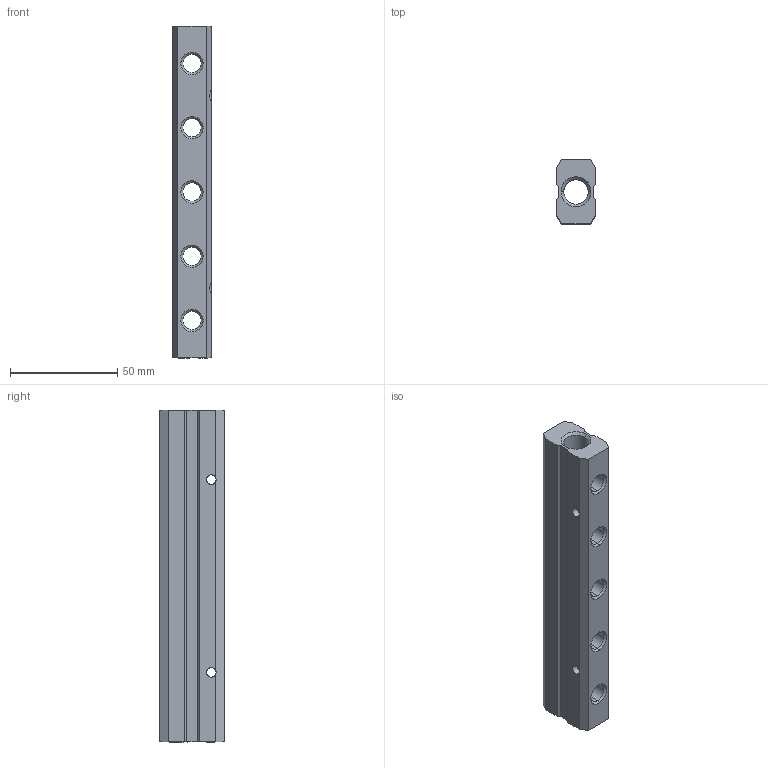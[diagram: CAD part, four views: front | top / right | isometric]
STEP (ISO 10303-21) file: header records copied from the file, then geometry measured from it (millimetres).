
FILE_DESCRIPTION (( 'STEP AP214' ), '1' );
FILE_NAME ('DRF.2F02.5F01_K.STEP', '2017-01-23T13:02:00', ( '' ), ( '' ), 'SwSTEP 2.0', 'SolidWorks 2016', '' );
FILE_SCHEMA (( 'AUTOMOTIVE_DESIGN' ));
Length unit declared in the file: millimetre
Products named in the file (1): DRF.2F02.5F01_K
Bounding box: 18 x 30 x 155 mm (x, y, z)
Volume: 56229.1 mm3; surface area: 22414.7 mm2
Topology: 1 solids, 1 shells, 78 faces, 206 edges, 128 vertices
Faces by surface type: cylinder 34, cone 24, plane 20
Entity records: 6736 total; most frequent: CARTESIAN_POINT 4857, ORIENTED_EDGE 412, DIRECTION 316, EDGE_CURVE 206, VERTEX_POINT 128, VECTOR 110, LINE 110, AXIS2_PLACEMENT_3D 103
